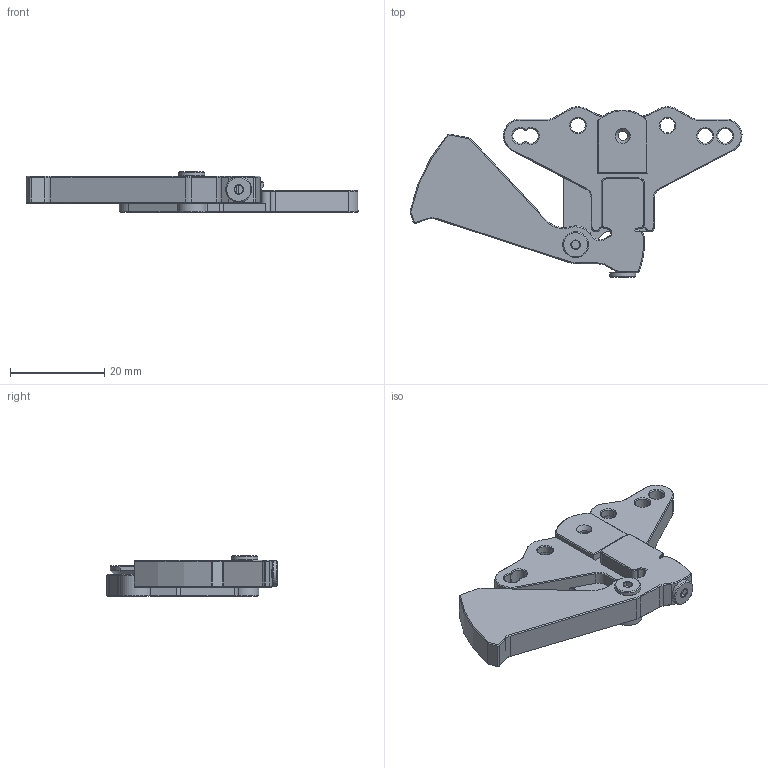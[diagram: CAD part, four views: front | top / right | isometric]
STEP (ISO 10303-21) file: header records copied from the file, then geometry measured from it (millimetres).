
FILE_DESCRIPTION(/* description */ ('STEP AP242','CAx-IF Rec.Pracs.---Representation and Presentation of Product Manufacturing Information (PMI)---4.0---2014-10-13','CAx-IF Rec.Pracs.---3D Tessellated Geometry---0.4---2014-09-14','2;1'),/* implementation_level */ '2;1');
FILE_NAME(/* name */ '687d6e391503c8243c2273ac',/* time_stamp */ '2025-07-20T22:31:23Z',/* author */ (''),/* organization */ (''),/* preprocessor_version */ 'ST-DEVELOPER v20',/* originating_system */ 'ONSHAPE BY PTC INC, 1.201',/* authorisation */ ' ');
FILE_SCHEMA (('AP242_MANAGED_MODEL_BASED_3D_ENGINEERING_MIM_LF { 1 0 10303 442 1 1 4 }'));
Length unit declared in the file: metre
Products named in the file (2): Cutter; Top Cap
Bounding box: 70.47 x 36.19 x 8.7 mm (x, y, z)
Volume: 7046.7 mm3; surface area: 4921.6 mm2
Topology: 2 solids, 4 shells, 297 faces, 688 edges, 403 vertices
Faces by surface type: plane 130, cone 108, cylinder 59
Full cylindrical faces by diameter (mm): 2 x3, 2.5 x1, 3.15 x4, 4 x1, 4.5 x1, 4.58 x1, 5.5 x2, 5.9 x2
Entity records: 8000 total; most frequent: CARTESIAN_POINT 1426, DIRECTION 1421, ORIENTED_EDGE 1258, EDGE_CURVE 629, AXIS2_PLACEMENT_3D 527, VERTEX_POINT 381, LINE 367, VECTOR 367
